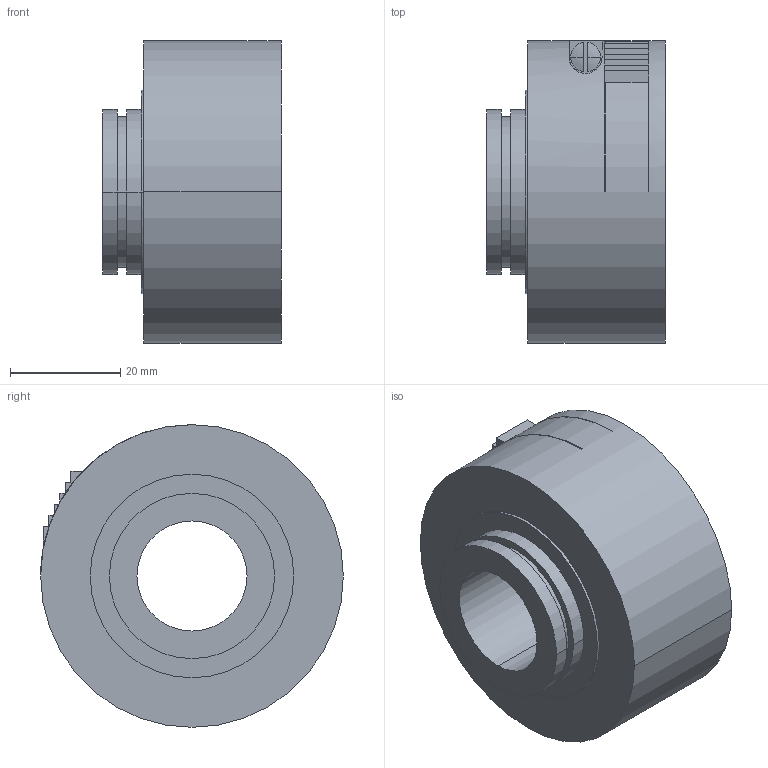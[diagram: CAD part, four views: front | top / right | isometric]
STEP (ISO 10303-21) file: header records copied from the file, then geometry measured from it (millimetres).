
FILE_DESCRIPTION(('STEP AP214'),'1');
FILE_NAME(' ',' ',('TraceParts'),('TraceParts S.A.'),'XStep 1.0',' ',' ');
FILE_SCHEMA(('automotive_design'));
Length unit declared in the file: millimetre
Products named in the file (1): 1
Bounding box: 32.5 x 55 x 55 mm (x, y, z)
Volume: 54177 mm3; surface area: 11671.2 mm2
Topology: 1 solids, 1 shells, 74 faces, 174 edges, 108 vertices
Faces by surface type: plane 50, cylinder 20, sphere 4
Entity records: 2151 total; most frequent: DIRECTION 390, CARTESIAN_POINT 378, ORIENTED_EDGE 348, EDGE_CURVE 174, AXIS2_PLACEMENT_3D 142, VERTEX_POINT 108, LINE 106, VECTOR 106
